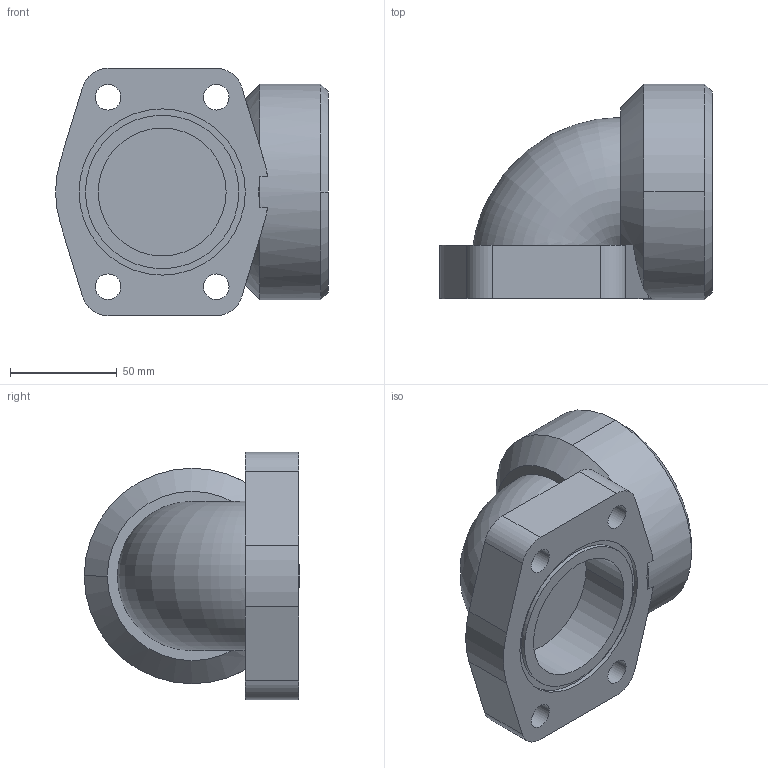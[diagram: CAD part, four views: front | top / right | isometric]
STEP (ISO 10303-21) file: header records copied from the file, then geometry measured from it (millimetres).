
FILE_DESCRIPTION(('STEP AP214'),'1');
FILE_NAME('b4-057.stp','2021-01-28T15:39:45',('TraceParts'),('TraceParts S.A.'),'Spatial InterOp 3D',' ',' ');
FILE_SCHEMA(('AUTOMOTIVE_DESIGN { 1 0 10303 214 1 1 1 1 }'));
Length unit declared in the file: millimetre
Products named in the file (1): b4-057
Bounding box: 128 x 101.12 x 116 mm (x, y, z)
Volume: 523276.9 mm3; surface area: 69780.6 mm2
Topology: 1 solids, 1 shells, 48 faces, 124 edges, 82 vertices
Faces by surface type: cylinder 25, plane 14, cone 8, torus 1
Entity records: 1774 total; most frequent: CARTESIAN_POINT 519, DIRECTION 280, ORIENTED_EDGE 248, EDGE_CURVE 124, AXIS2_PLACEMENT_3D 114, VERTEX_POINT 82, CIRCLE 61, EDGE_LOOP 60
